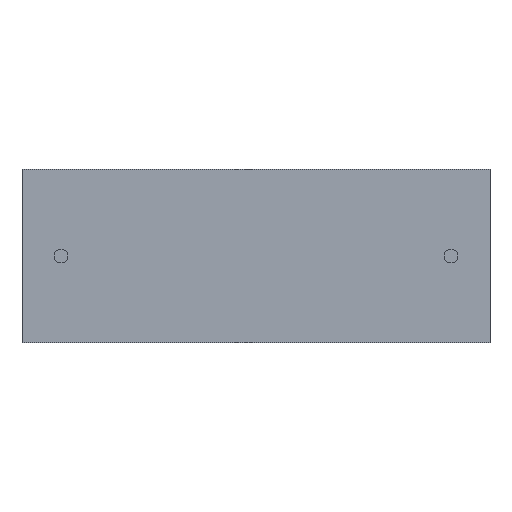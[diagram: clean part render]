
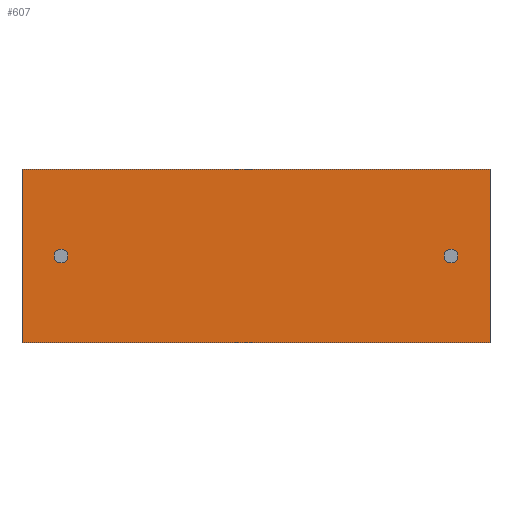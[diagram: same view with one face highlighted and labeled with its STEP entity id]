
A CAD part, front view. The second image highlights one B-rep face of the part: STEP entity #607.
In plain terms, the highlighted planar face has unit normal (0, -1, 0).
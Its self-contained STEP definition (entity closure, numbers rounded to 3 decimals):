
#2 = EDGE_CURVE ( 'NONE', #1041, #1141, #488, .T. ) ;
#19 = EDGE_CURVE ( 'NONE', #522, #1825, #2092, .T. ) ;
#58 = CARTESIAN_POINT ( 'NONE',  ( 0., 0., 10. ) ) ;
#69 = VECTOR ( 'NONE', #1201, 1000. ) ;
#74 = CIRCLE ( 'NONE', #525, 0.4 ) ;
#98 = ORIENTED_EDGE ( 'NONE', *, *, #2177, .F. ) ;
#107 = EDGE_LOOP ( 'NONE', ( #2239, #1920, #217, #603 ) ) ;
#111 = EDGE_LOOP ( 'NONE', ( #1030, #98 ) ) ;
#158 = DIRECTION ( 'NONE',  ( 0., 0., 1. ) ) ;
#217 = ORIENTED_EDGE ( 'NONE', *, *, #715, .F. ) ;
#236 = DIRECTION ( 'NONE',  ( 1., 0., 0. ) ) ;
#314 = DIRECTION ( 'NONE',  ( 0., -1., 0. ) ) ;
#335 = CIRCLE ( 'NONE', #2394, 0.4 ) ;
#347 = VERTEX_POINT ( 'NONE', #2259 ) ;
#488 = LINE ( 'NONE', #1474, #2026 ) ;
#522 = VERTEX_POINT ( 'NONE', #1750 ) ;
#525 = AXIS2_PLACEMENT_3D ( 'NONE', #2277, #2067, #2466 ) ;
#603 = ORIENTED_EDGE ( 'NONE', *, *, #872, .T. ) ;
#607 = ADVANCED_FACE ( 'NONE', ( #2350, #1622, #1562 ), #1964, .F. ) ;
#647 = DIRECTION ( 'NONE',  ( 0., 1., 0. ) ) ;
#707 = DIRECTION ( 'NONE',  ( 0., 0., -1. ) ) ;
#715 = EDGE_CURVE ( 'NONE', #862, #1041, #1885, .T. ) ;
#757 = VERTEX_POINT ( 'NONE', #1406 ) ;
#785 = CARTESIAN_POINT ( 'NONE',  ( 24.75, 0., 5.4 ) ) ;
#789 = EDGE_CURVE ( 'NONE', #757, #2406, #335, .T. ) ;
#814 = DIRECTION ( 'NONE',  ( 0., 0., 1. ) ) ;
#862 = VERTEX_POINT ( 'NONE', #2247 ) ;
#872 = EDGE_CURVE ( 'NONE', #862, #347, #1149, .T. ) ;
#978 = ORIENTED_EDGE ( 'NONE', *, *, #1693, .T. ) ;
#1030 = ORIENTED_EDGE ( 'NONE', *, *, #19, .F. ) ;
#1041 = VERTEX_POINT ( 'NONE', #1542 ) ;
#1085 = CARTESIAN_POINT ( 'NONE',  ( 2.25, 0., 5. ) ) ;
#1141 = VERTEX_POINT ( 'NONE', #2161 ) ;
#1149 = LINE ( 'NONE', #2070, #1642 ) ;
#1197 = VECTOR ( 'NONE', #236, 1000. ) ;
#1201 = DIRECTION ( 'NONE',  ( 1., 0., 0. ) ) ;
#1261 = LINE ( 'NONE', #1370, #1197 ) ;
#1322 = EDGE_CURVE ( 'NONE', #347, #1141, #1261, .T. ) ;
#1370 = CARTESIAN_POINT ( 'NONE',  ( 0., 0., 0. ) ) ;
#1406 = CARTESIAN_POINT ( 'NONE',  ( 24.75, 0., 4.6 ) ) ;
#1474 = CARTESIAN_POINT ( 'NONE',  ( 27., 0., 10. ) ) ;
#1542 = CARTESIAN_POINT ( 'NONE',  ( 27., 0., 10. ) ) ;
#1562 = FACE_BOUND ( 'NONE', #111, .T. ) ;
#1616 = EDGE_LOOP ( 'NONE', ( #978, #2241 ) ) ;
#1622 = FACE_OUTER_BOUND ( 'NONE', #107, .T. ) ;
#1642 = VECTOR ( 'NONE', #2058, 1000. ) ;
#1645 = CARTESIAN_POINT ( 'NONE',  ( 2.25, 0., 5. ) ) ;
#1693 = EDGE_CURVE ( 'NONE', #2406, #757, #74, .T. ) ;
#1703 = AXIS2_PLACEMENT_3D ( 'NONE', #1970, #647, #814 ) ;
#1750 = CARTESIAN_POINT ( 'NONE',  ( 2.25, 0., 5.4 ) ) ;
#1823 = DIRECTION ( 'NONE',  ( 0., 0., -1. ) ) ;
#1825 = VERTEX_POINT ( 'NONE', #2461 ) ;
#1885 = LINE ( 'NONE', #58, #69 ) ;
#1920 = ORIENTED_EDGE ( 'NONE', *, *, #2, .F. ) ;
#1964 = PLANE ( 'NONE',  #1703 ) ;
#1970 = CARTESIAN_POINT ( 'NONE',  ( 0., 0., 10. ) ) ;
#2023 = CARTESIAN_POINT ( 'NONE',  ( 24.75, 0., 5. ) ) ;
#2026 = VECTOR ( 'NONE', #707, 1000. ) ;
#2058 = DIRECTION ( 'NONE',  ( 0., 0., -1. ) ) ;
#2067 = DIRECTION ( 'NONE',  ( 0., 1., 0. ) ) ;
#2070 = CARTESIAN_POINT ( 'NONE',  ( 0., 0., 10. ) ) ;
#2076 = AXIS2_PLACEMENT_3D ( 'NONE', #1645, #314, #2250 ) ;
#2092 = CIRCLE ( 'NONE', #2206, 0.4 ) ;
#2161 = CARTESIAN_POINT ( 'NONE',  ( 27., 0., 0. ) ) ;
#2177 = EDGE_CURVE ( 'NONE', #1825, #522, #2407, .T. ) ;
#2206 = AXIS2_PLACEMENT_3D ( 'NONE', #1085, #2446, #158 ) ;
#2233 = DIRECTION ( 'NONE',  ( 0., 1., 0. ) ) ;
#2239 = ORIENTED_EDGE ( 'NONE', *, *, #1322, .T. ) ;
#2241 = ORIENTED_EDGE ( 'NONE', *, *, #789, .T. ) ;
#2247 = CARTESIAN_POINT ( 'NONE',  ( 0., 0., 10. ) ) ;
#2250 = DIRECTION ( 'NONE',  ( 0., 0., 1. ) ) ;
#2259 = CARTESIAN_POINT ( 'NONE',  ( 0., 0., 0. ) ) ;
#2277 = CARTESIAN_POINT ( 'NONE',  ( 24.75, 0., 5. ) ) ;
#2350 = FACE_BOUND ( 'NONE', #1616, .T. ) ;
#2394 = AXIS2_PLACEMENT_3D ( 'NONE', #2023, #2233, #1823 ) ;
#2406 = VERTEX_POINT ( 'NONE', #785 ) ;
#2407 = CIRCLE ( 'NONE', #2076, 0.4 ) ;
#2446 = DIRECTION ( 'NONE',  ( 0., -1., 0. ) ) ;
#2461 = CARTESIAN_POINT ( 'NONE',  ( 2.25, 0., 4.6 ) ) ;
#2466 = DIRECTION ( 'NONE',  ( 0., 0., -1. ) ) ;
